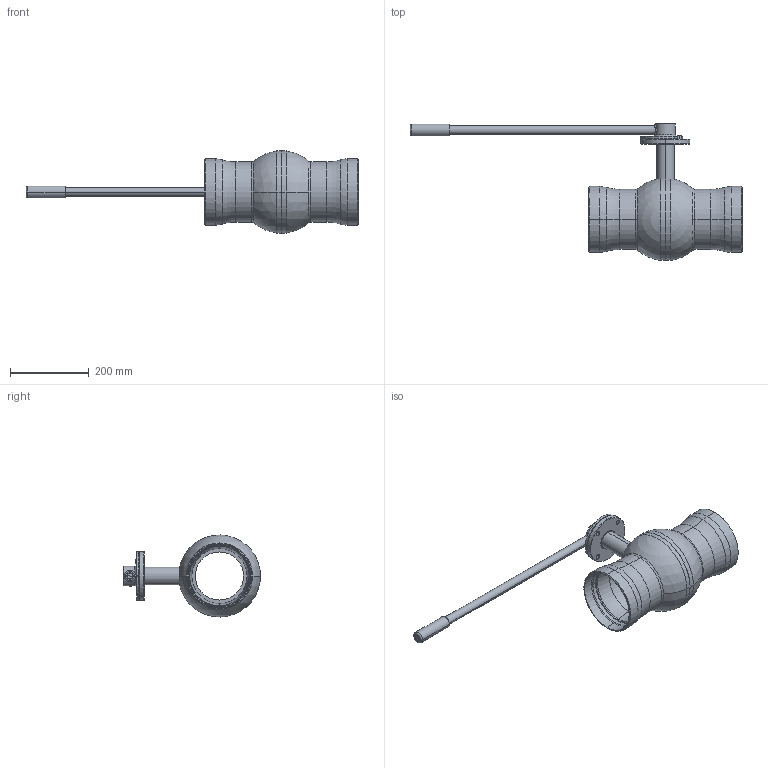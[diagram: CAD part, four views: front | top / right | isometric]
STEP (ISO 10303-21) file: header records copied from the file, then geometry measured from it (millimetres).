
FILE_DESCRIPTION (( 'STEP AP214' ), '1' );
FILE_NAME ('8500225150 010.step', '2025-05-29T08:10:23', ( '' ), ( '' ), 'SwSTEP 2.0', 'SolidWorks 2023', '' );
FILE_SCHEMA (( 'AUTOMOTIVE_DESIGN' ));
Length unit declared in the file: millimetre
Products named in the file (1): 8500225150 010
Bounding box: 845.1 x 348.52 x 208.83 mm (x, y, z)
Surface area: 452033.8 mm2 (no closed solid volume)
Topology: 0 solids, 36 shells, 225 faces, 1026 edges, 820 vertices
Faces by surface type: cylinder 92, cone 50, torus 40, plane 34, sphere 6, bspline 3
Entity records: 13622 total; most frequent: CARTESIAN_POINT 5922, DIRECTION 1555, ORIENTED_EDGE 1437, EDGE_CURVE 1026, VERTEX_POINT 820, AXIS2_PLACEMENT_3D 633, CIRCLE 410, VECTOR 289
